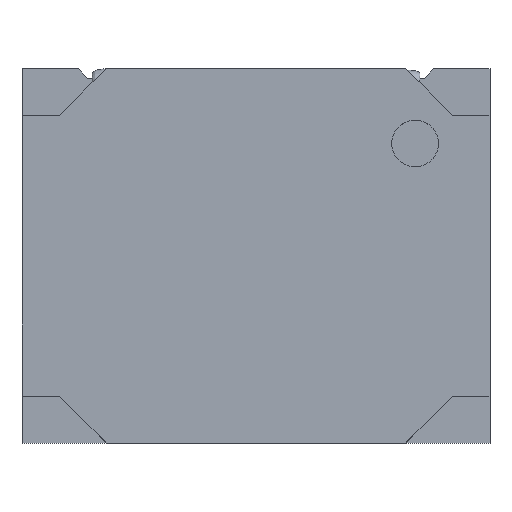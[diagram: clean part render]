
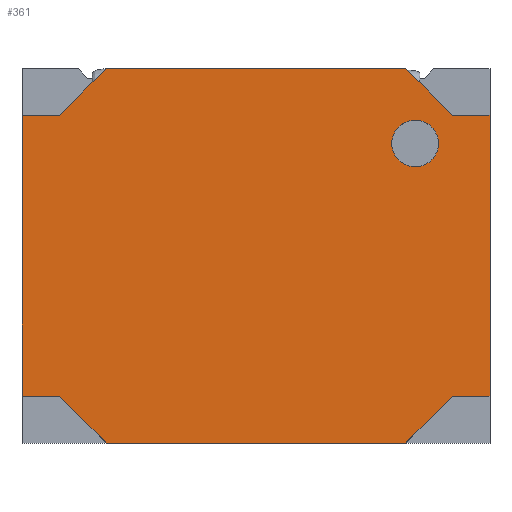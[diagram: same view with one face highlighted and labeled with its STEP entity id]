
A CAD part, top view. The second image highlights one B-rep face of the part: STEP entity #361.
In plain terms, the highlighted planar face has unit normal (0, 0, 1).
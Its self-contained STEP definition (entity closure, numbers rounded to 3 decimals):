
#361 = ADVANCED_FACE( '', ( #688, #689 ), #690, .T. );
#688 = FACE_BOUND( '', #2933, .T. );
#689 = FACE_OUTER_BOUND( '', #2934, .T. );
#690 = PLANE( '', #2935 );
#2933 = EDGE_LOOP( '', ( #3592 ) );
#2934 = EDGE_LOOP( '', ( #3593, #3594, #3595, #3596, #3597, #3598, #3599, #3600, #3601, #3602, #3603, #3604 ) );
#2935 = AXIS2_PLACEMENT_3D( '', #3605, #3606, #3607 );
#3592 = ORIENTED_EDGE( '', *, *, #3707, .T. );
#3593 = ORIENTED_EDGE( '', *, *, #3904, .T. );
#3594 = ORIENTED_EDGE( '', *, *, #3724, .T. );
#3595 = ORIENTED_EDGE( '', *, *, #3825, .T. );
#3596 = ORIENTED_EDGE( '', *, *, #3948, .T. );
#3597 = ORIENTED_EDGE( '', *, *, #3853, .T. );
#3598 = ORIENTED_EDGE( '', *, *, #3798, .T. );
#3599 = ORIENTED_EDGE( '', *, *, #3876, .T. );
#3600 = ORIENTED_EDGE( '', *, *, #3911, .T. );
#3601 = ORIENTED_EDGE( '', *, *, #3883, .T. );
#3602 = ORIENTED_EDGE( '', *, *, #3790, .T. );
#3603 = ORIENTED_EDGE( '', *, *, #3719, .T. );
#3604 = ORIENTED_EDGE( '', *, *, #3949, .T. );
#3605 = CARTESIAN_POINT( '', ( 0., 0., 0.6 ) );
#3606 = DIRECTION( '', ( 0., 0., 1. ) );
#3607 = DIRECTION( '', ( 1., 0., 0. ) );
#3707 = EDGE_CURVE( '', #4009, #4009, #4010, .T. );
#3719 = EDGE_CURVE( '', #4029, #4027, #4030, .T. );
#3724 = EDGE_CURVE( '', #4038, #4036, #4039, .T. );
#3790 = EDGE_CURVE( '', #4142, #4029, #4143, .T. );
#3798 = EDGE_CURVE( '', #4155, #4153, #4156, .T. );
#3825 = EDGE_CURVE( '', #4036, #4197, #4199, .T. );
#3853 = EDGE_CURVE( '', #4238, #4155, #4239, .T. );
#3876 = EDGE_CURVE( '', #4153, #4269, #4271, .T. );
#3883 = EDGE_CURVE( '', #4279, #4142, #4280, .T. );
#3904 = EDGE_CURVE( '', #4305, #4038, #4306, .T. );
#3911 = EDGE_CURVE( '', #4269, #4279, #4314, .T. );
#3948 = EDGE_CURVE( '', #4197, #4238, #4358, .T. );
#3949 = EDGE_CURVE( '', #4027, #4305, #4359, .T. );
#4009 = VERTEX_POINT( '', #4539 );
#4010 = CIRCLE( '', #4540, 0.125 );
#4027 = VERTEX_POINT( '', #4587 );
#4029 = VERTEX_POINT( '', #4590 );
#4030 = LINE( '', #4591, #4592 );
#4036 = VERTEX_POINT( '', #4600 );
#4038 = VERTEX_POINT( '', #4603 );
#4039 = LINE( '', #4604, #4605 );
#4142 = VERTEX_POINT( '', #5227 );
#4143 = LINE( '', #5228, #5229 );
#4153 = VERTEX_POINT( '', #5243 );
#4155 = VERTEX_POINT( '', #5246 );
#4156 = LINE( '', #5247, #5248 );
#4197 = VERTEX_POINT( '', #5324 );
#4199 = LINE( '', #5327, #5328 );
#4238 = VERTEX_POINT( '', #5446 );
#4239 = LINE( '', #5447, #5448 );
#4269 = VERTEX_POINT( '', #5496 );
#4271 = LINE( '', #5499, #5500 );
#4279 = VERTEX_POINT( '', #5513 );
#4280 = LINE( '', #5514, #5515 );
#4305 = VERTEX_POINT( '', #5551 );
#4306 = LINE( '', #5552, #5553 );
#4314 = LINE( '', #5575, #5576 );
#4358 = LINE( '', #5728, #5729 );
#4359 = LINE( '', #5730, #5731 );
#4539 = CARTESIAN_POINT( '', ( 0.725, 0.6, 0.6 ) );
#4540 = AXIS2_PLACEMENT_3D( '', #5769, #5770, #5771 );
#4587 = CARTESIAN_POINT( '', ( -1.25, -0.75, 0.6 ) );
#4590 = CARTESIAN_POINT( '', ( -1.25, 0.75, 0.6 ) );
#4591 = CARTESIAN_POINT( '', ( -1.25, 0.75, 0.6 ) );
#4592 = VECTOR( '', #5780, 1000. );
#4600 = CARTESIAN_POINT( '', ( 0.8, -1., 0.6 ) );
#4603 = CARTESIAN_POINT( '', ( -0.8, -1., 0.6 ) );
#4604 = CARTESIAN_POINT( '', ( -0.8, -1., 0.6 ) );
#4605 = VECTOR( '', #5784, 1000. );
#5227 = CARTESIAN_POINT( '', ( -1.05, 0.75, 0.6 ) );
#5228 = CARTESIAN_POINT( '', ( -1.25, 0.75, 0.6 ) );
#5229 = VECTOR( '', #5821, 1000. );
#5243 = CARTESIAN_POINT( '', ( 1.05, 0.75, 0.6 ) );
#5246 = CARTESIAN_POINT( '', ( 1.25, 0.75, 0.6 ) );
#5247 = CARTESIAN_POINT( '', ( 1.25, 0.75, 0.6 ) );
#5248 = VECTOR( '', #5827, 1000. );
#5324 = CARTESIAN_POINT( '', ( 1.05, -0.75, 0.6 ) );
#5327 = CARTESIAN_POINT( '', ( 1.05, -0.75, 0.6 ) );
#5328 = VECTOR( '', #5850, 1000. );
#5446 = CARTESIAN_POINT( '', ( 1.25, -0.75, 0.6 ) );
#5447 = CARTESIAN_POINT( '', ( 1.25, -0.75, 0.6 ) );
#5448 = VECTOR( '', #5871, 1000. );
#5496 = CARTESIAN_POINT( '', ( 0.8, 1., 0.6 ) );
#5499 = CARTESIAN_POINT( '', ( 1.05, 0.75, 0.6 ) );
#5500 = VECTOR( '', #5897, 1000. );
#5513 = CARTESIAN_POINT( '', ( -0.8, 1., 0.6 ) );
#5514 = CARTESIAN_POINT( '', ( -1.05, 0.75, 0.6 ) );
#5515 = VECTOR( '', #5900, 1000. );
#5551 = CARTESIAN_POINT( '', ( -1.05, -0.75, 0.6 ) );
#5552 = CARTESIAN_POINT( '', ( -1.05, -0.75, 0.6 ) );
#5553 = VECTOR( '', #5918, 1000. );
#5575 = CARTESIAN_POINT( '', ( 0.8, 1., 0.6 ) );
#5576 = VECTOR( '', #5921, 1000. );
#5728 = CARTESIAN_POINT( '', ( 1.25, -0.75, 0.6 ) );
#5729 = VECTOR( '', #5937, 1000. );
#5730 = CARTESIAN_POINT( '', ( -1.25, -0.75, 0.6 ) );
#5731 = VECTOR( '', #5938, 1000. );
#5769 = CARTESIAN_POINT( '', ( 0.85, 0.6, 0.6 ) );
#5770 = DIRECTION( '', ( 0., 0., -1. ) );
#5771 = DIRECTION( '', ( -1., 0., 0. ) );
#5780 = DIRECTION( '', ( 0., -1., 0. ) );
#5784 = DIRECTION( '', ( 1., 0., 0. ) );
#5821 = DIRECTION( '', ( -1., 0., 0. ) );
#5827 = DIRECTION( '', ( -1., 0., 0. ) );
#5850 = DIRECTION( '', ( 0.707, 0.707, 0. ) );
#5871 = DIRECTION( '', ( 0., 1., 0. ) );
#5897 = DIRECTION( '', ( -0.707, 0.707, 0. ) );
#5900 = DIRECTION( '', ( -0.707, -0.707, 0. ) );
#5918 = DIRECTION( '', ( 0.707, -0.707, 0. ) );
#5921 = DIRECTION( '', ( -1., 0., 0. ) );
#5937 = DIRECTION( '', ( 1., 0., 0. ) );
#5938 = DIRECTION( '', ( 1., 0., 0. ) );
